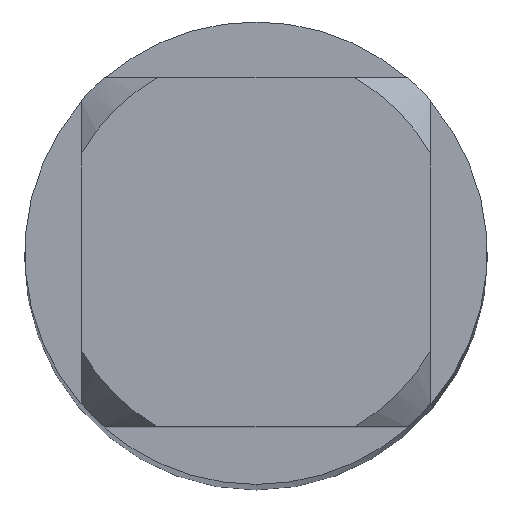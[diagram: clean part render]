
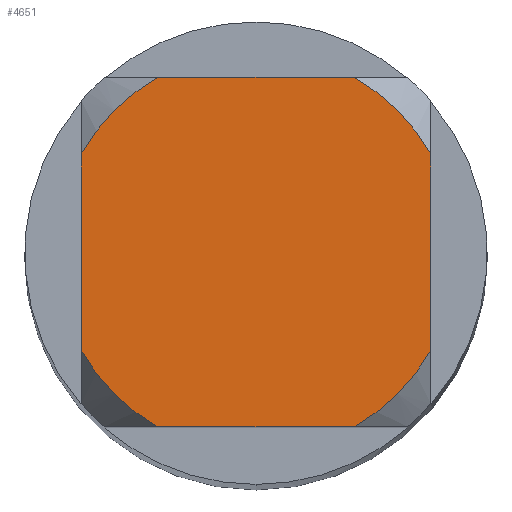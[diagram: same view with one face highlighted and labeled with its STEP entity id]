
A CAD part, top view. The second image highlights one B-rep face of the part: STEP entity #4651.
In plain terms, the highlighted planar face has unit normal (0, 0, 1).
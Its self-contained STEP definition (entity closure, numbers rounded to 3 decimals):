
#2793=EDGE_CURVE('',#6261,#3909,#7288,.T.);
#2851=EDGE_CURVE('',#5459,#6063,#7351,.T.);
#3007=EDGE_CURVE('',#4251,#3099,#7524,.T.);
#3099=VERTEX_POINT('',#7626);
#3617=EDGE_CURVE('',#6261,#3839,#8187,.T.);
#3715=EDGE_CURVE('',#5941,#3099,#8293,.T.);
#3839=VERTEX_POINT('',#8433);
#3909=VERTEX_POINT('',#8508);
#4251=VERTEX_POINT('',#8883);
#4651=ADVANCED_FACE('',(#9313),#9314,.T.);
#4861=EDGE_CURVE('',#4251,#6063,#9552,.T.);
#5459=VERTEX_POINT('',#10213);
#5483=EDGE_CURVE('',#5459,#3839,#10237,.T.);
#5941=VERTEX_POINT('',#10733);
#6063=VERTEX_POINT('',#10868);
#6261=VERTEX_POINT('',#11089);
#6427=EDGE_CURVE('',#5941,#3909,#11266,.T.);
#7288=LINE('',#12541,#12542);
#7351=CIRCLE('',#12648,1.95);
#7524=CIRCLE('',#12945,1.95);
#7626=CARTESIAN_POINT('',(0.955,-1.7,0.0));
#8187=CIRCLE('',#14057,1.95);
#8293=LINE('',#14236,#14237);
#8433=CARTESIAN_POINT('',(-0.955,1.7,0.0));
#8508=CARTESIAN_POINT('',(-1.7,-0.955,0.0));
#8883=CARTESIAN_POINT('',(1.7,-0.955,0.0));
#9313=FACE_OUTER_BOUND('',#15913,.T.);
#9314=PLANE('',#15914);
#9552=LINE('',#16264,#16265);
#10213=CARTESIAN_POINT('',(0.955,1.7,0.0));
#10237=LINE('',#17379,#17380);
#10733=CARTESIAN_POINT('',(-0.955,-1.7,0.0));
#10868=CARTESIAN_POINT('',(1.7,0.955,0.0));
#11089=CARTESIAN_POINT('',(-1.7,0.955,0.0));
#11266=CIRCLE('',#19247,1.95);
#12541=CARTESIAN_POINT('',(-1.7,0.488,0.0));
#12542=VECTOR('',#20163,1.0);
#12648=AXIS2_PLACEMENT_3D('',#20227,#20228,#20229);
#12945=AXIS2_PLACEMENT_3D('',#20432,#20433,#20434);
#14057=AXIS2_PLACEMENT_3D('',#21261,#21262,#21263);
#14236=CARTESIAN_POINT('',(0.0,-1.7,0.0));
#14237=VECTOR('',#21397,1.0);
#15913=EDGE_LOOP('',(#22473,#22474,#22475,#22476,#22477,#22478,#22479,#22480));
#15914=AXIS2_PLACEMENT_3D('',#22481,#22482,#22483);
#16264=CARTESIAN_POINT('',(1.7,0.488,0.0));
#16265=VECTOR('',#22803,1.0);
#17379=CARTESIAN_POINT('',(0.0,1.7,0.0));
#17380=VECTOR('',#23737,1.0);
#19247=AXIS2_PLACEMENT_3D('',#24814,#24815,#24816);
#20163=DIRECTION('',(-0.0,-1.0,0.0));
#20227=CARTESIAN_POINT('',(0.0,0.0,0.0));
#20228=DIRECTION('',(0.0,0.0,-1.0));
#20229=DIRECTION('',(0.0,1.0,0.0));
#20432=CARTESIAN_POINT('',(0.0,0.0,0.0));
#20433=DIRECTION('',(0.0,0.0,-1.0));
#20434=DIRECTION('',(0.0,1.0,0.0));
#21261=CARTESIAN_POINT('',(0.0,0.0,0.0));
#21262=DIRECTION('',(0.0,0.0,-1.0));
#21263=DIRECTION('',(0.0,1.0,0.0));
#21397=DIRECTION('',(1.0,0.0,0.0));
#22473=ORIENTED_EDGE('',*,*,#2793,.T.);
#22474=ORIENTED_EDGE('',*,*,#6427,.F.);
#22475=ORIENTED_EDGE('',*,*,#3715,.T.);
#22476=ORIENTED_EDGE('',*,*,#3007,.F.);
#22477=ORIENTED_EDGE('',*,*,#4861,.T.);
#22478=ORIENTED_EDGE('',*,*,#2851,.F.);
#22479=ORIENTED_EDGE('',*,*,#5483,.T.);
#22480=ORIENTED_EDGE('',*,*,#3617,.F.);
#22481=CARTESIAN_POINT('',(0.0,0.975,0.0));
#22482=DIRECTION('',(-0.0,0.0,1.0));
#22483=DIRECTION('',(0.0,-1.0,0.0));
#22803=DIRECTION('',(-0.0,1.0,0.0));
#23737=DIRECTION('',(-1.0,0.0,0.0));
#24814=CARTESIAN_POINT('',(0.0,0.0,0.0));
#24815=DIRECTION('',(0.0,0.0,-1.0));
#24816=DIRECTION('',(0.0,1.0,0.0));
